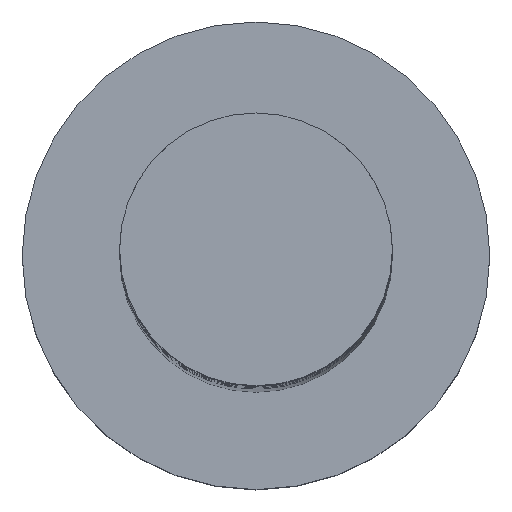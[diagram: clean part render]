
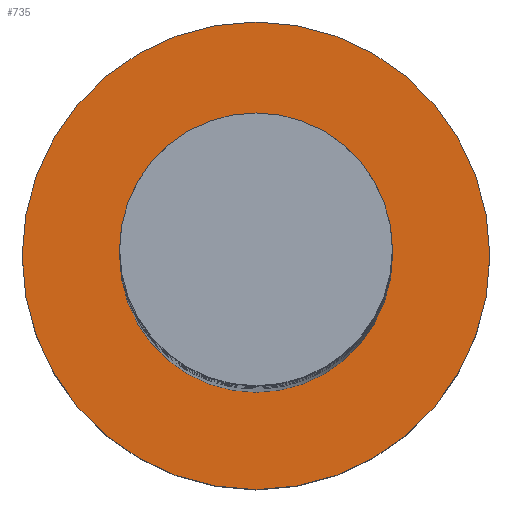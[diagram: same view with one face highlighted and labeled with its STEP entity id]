
A CAD part, top view. The second image highlights one B-rep face of the part: STEP entity #735.
In plain terms, the highlighted planar face has unit normal (0, 0, 1).
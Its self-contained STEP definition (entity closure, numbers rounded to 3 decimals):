
#36 = DIRECTION ( 'NONE',  ( 1., 0., 0. ) ) ;
#41 = DIRECTION ( 'NONE',  ( 0., 0., 1. ) ) ;
#59 = CARTESIAN_POINT ( 'NONE',  ( 3.5, 0., 5. ) ) ;
#133 = CARTESIAN_POINT ( 'NONE',  ( 0., 0., 5. ) ) ;
#135 = AXIS2_PLACEMENT_3D ( 'NONE', #1093, #41, #1419 ) ;
#144 = ORIENTED_EDGE ( 'NONE', *, *, #355, .F. ) ;
#220 = EDGE_CURVE ( 'NONE', #1379, #1197, #1442, .T. ) ;
#267 = ORIENTED_EDGE ( 'NONE', *, *, #220, .T. ) ;
#294 = CARTESIAN_POINT ( 'NONE',  ( -3.5, 0., 5. ) ) ;
#305 = VERTEX_POINT ( 'NONE', #294 ) ;
#355 = EDGE_CURVE ( 'NONE', #643, #305, #791, .T. ) ;
#382 = CIRCLE ( 'NONE', #1046, 6. ) ;
#388 = CARTESIAN_POINT ( 'NONE',  ( 0., 0., 5. ) ) ;
#402 = PLANE ( 'NONE',  #1339 ) ;
#571 = EDGE_CURVE ( 'NONE', #1197, #1379, #382, .T. ) ;
#643 = VERTEX_POINT ( 'NONE', #59 ) ;
#644 = DIRECTION ( 'NONE',  ( 1., 0., 0. ) ) ;
#650 = ORIENTED_EDGE ( 'NONE', *, *, #1424, .F. ) ;
#673 = CARTESIAN_POINT ( 'NONE',  ( -6., 0., 5. ) ) ;
#688 = EDGE_LOOP ( 'NONE', ( #267, #1213 ) ) ;
#735 = ADVANCED_FACE ( 'NONE', ( #822, #1091 ), #402, .T. ) ;
#752 = DIRECTION ( 'NONE',  ( 1., 0., 0. ) ) ;
#786 = EDGE_LOOP ( 'NONE', ( #650, #144 ) ) ;
#791 = CIRCLE ( 'NONE', #989, 3.5 ) ;
#822 = FACE_BOUND ( 'NONE', #786, .T. ) ;
#847 = DIRECTION ( 'NONE',  ( 0., 0., 1. ) ) ;
#876 = DIRECTION ( 'NONE',  ( 0., 0., 1. ) ) ;
#923 = AXIS2_PLACEMENT_3D ( 'NONE', #133, #1289, #36 ) ;
#960 = DIRECTION ( 'NONE',  ( 0., 0., 1. ) ) ;
#989 = AXIS2_PLACEMENT_3D ( 'NONE', #1126, #876, #644 ) ;
#1024 = CARTESIAN_POINT ( 'NONE',  ( 6., 0., 5. ) ) ;
#1046 = AXIS2_PLACEMENT_3D ( 'NONE', #1206, #960, #1311 ) ;
#1091 = FACE_OUTER_BOUND ( 'NONE', #688, .T. ) ;
#1093 = CARTESIAN_POINT ( 'NONE',  ( 0., 0., 5. ) ) ;
#1126 = CARTESIAN_POINT ( 'NONE',  ( 0., 0., 5. ) ) ;
#1197 = VERTEX_POINT ( 'NONE', #1024 ) ;
#1206 = CARTESIAN_POINT ( 'NONE',  ( 0., 0., 5. ) ) ;
#1213 = ORIENTED_EDGE ( 'NONE', *, *, #571, .T. ) ;
#1289 = DIRECTION ( 'NONE',  ( 0., 0., 1. ) ) ;
#1311 = DIRECTION ( 'NONE',  ( 1., 0., 0. ) ) ;
#1339 = AXIS2_PLACEMENT_3D ( 'NONE', #388, #847, #752 ) ;
#1379 = VERTEX_POINT ( 'NONE', #673 ) ;
#1419 = DIRECTION ( 'NONE',  ( 1., 0., 0. ) ) ;
#1424 = EDGE_CURVE ( 'NONE', #305, #643, #1445, .T. ) ;
#1442 = CIRCLE ( 'NONE', #135, 6. ) ;
#1445 = CIRCLE ( 'NONE', #923, 3.5 ) ;
